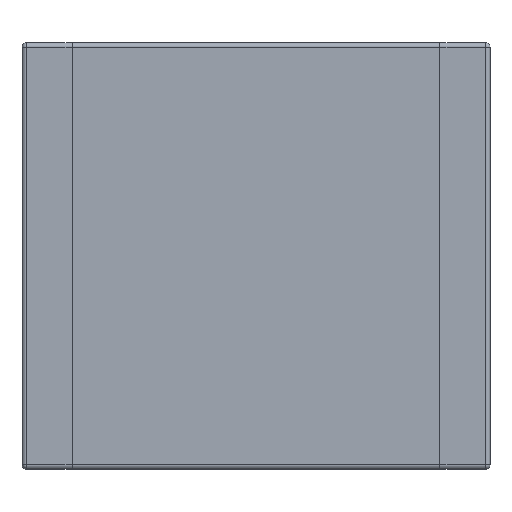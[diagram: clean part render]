
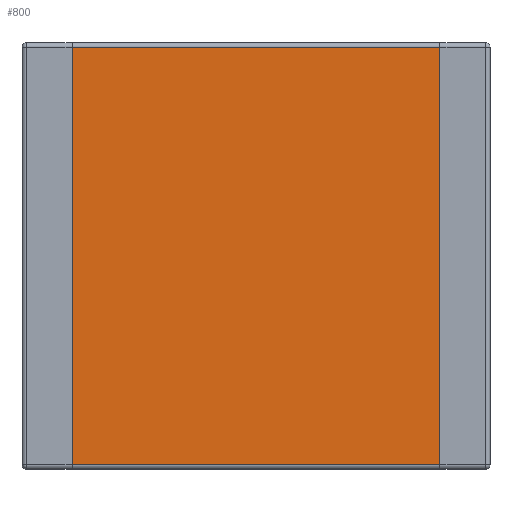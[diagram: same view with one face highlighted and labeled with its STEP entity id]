
A CAD part, front view. The second image highlights one B-rep face of the part: STEP entity #800.
In plain terms, the highlighted planar face has unit normal (0, -1, 0).
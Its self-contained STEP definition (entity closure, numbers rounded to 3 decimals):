
#203 = FACE_OUTER_BOUND ( 'NONE', #796, .T. ) ;
#204 = DIRECTION ( 'NONE',  ( 0., 0., -1. ) ) ;
#205 = VECTOR ( 'NONE', #204, 1000. ) ;
#206 = CARTESIAN_POINT ( 'NONE',  ( 2.2, 0., -2.55 ) ) ;
#207 = LINE ( 'NONE', #206, #205 ) ;
#209 = CARTESIAN_POINT ( 'NONE',  ( 2.2, 0., -2.5 ) ) ;
#235 = DIRECTION ( 'NONE',  ( 0., 0., -1. ) ) ;
#236 = DIRECTION ( 'NONE',  ( 0., -1., 0. ) ) ;
#237 = CARTESIAN_POINT ( 'NONE',  ( 2.8, 0., -2.55 ) ) ;
#238 = AXIS2_PLACEMENT_3D ( 'NONE', #237, #236, #235 ) ;
#239 = PLANE ( 'NONE',  #238 ) ;
#258 = CARTESIAN_POINT ( 'NONE',  ( -2.2, 0., -2.5 ) ) ;
#260 = DIRECTION ( 'NONE',  ( 0., 0., 1. ) ) ;
#261 = VECTOR ( 'NONE', #260, 1000. ) ;
#262 = CARTESIAN_POINT ( 'NONE',  ( -2.2, 0., -2.55 ) ) ;
#263 = LINE ( 'NONE', #262, #261 ) ;
#504 = VERTEX_POINT ( 'NONE', #871 ) ;
#557 = VERTEX_POINT ( 'NONE', #1008 ) ;
#677 = EDGE_CURVE ( 'NONE', #811, #794, #1448, .T. ) ;
#678 = ORIENTED_EDGE ( 'NONE', *, *, #795, .F. ) ;
#679 = ORIENTED_EDGE ( 'NONE', *, *, #680, .T. ) ;
#680 = EDGE_CURVE ( 'NONE', #504, #557, #1444, .T. ) ;
#794 = VERTEX_POINT ( 'NONE', #209 ) ;
#795 = EDGE_CURVE ( 'NONE', #504, #794, #207, .T. ) ;
#796 = EDGE_LOOP ( 'NONE', ( #798, #797, #678, #679 ) ) ;
#797 = ORIENTED_EDGE ( 'NONE', *, *, #677, .T. ) ;
#798 = ORIENTED_EDGE ( 'NONE', *, *, #809, .F. ) ;
#800 = ADVANCED_FACE ( 'NONE', ( #203 ), #239, .T. ) ;
#809 = EDGE_CURVE ( 'NONE', #811, #557, #263, .T. ) ;
#811 = VERTEX_POINT ( 'NONE', #258 ) ;
#871 = CARTESIAN_POINT ( 'NONE',  ( 2.2, 0., 2.5 ) ) ;
#1008 = CARTESIAN_POINT ( 'NONE',  ( -2.2, 0., 2.5 ) ) ;
#1440 = DIRECTION ( 'NONE',  ( -1., 0., 0. ) ) ;
#1441 = VECTOR ( 'NONE', #1440, 1000. ) ;
#1442 = CARTESIAN_POINT ( 'NONE',  ( -2.8, 0., 2.5 ) ) ;
#1444 = LINE ( 'NONE', #1442, #1441 ) ;
#1445 = DIRECTION ( 'NONE',  ( 1., 0., 0. ) ) ;
#1446 = VECTOR ( 'NONE', #1445, 1000. ) ;
#1447 = CARTESIAN_POINT ( 'NONE',  ( 2.8, 0., -2.5 ) ) ;
#1448 = LINE ( 'NONE', #1447, #1446 ) ;
